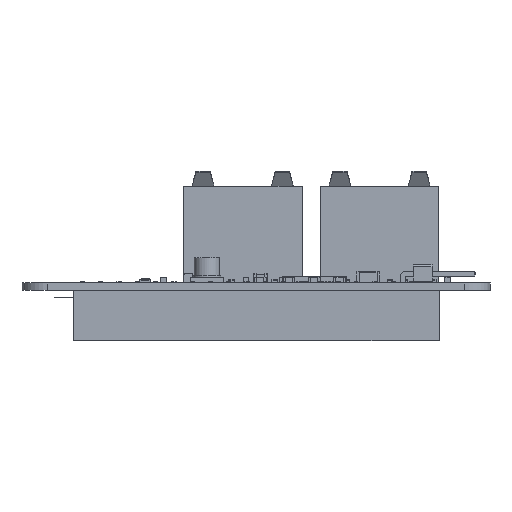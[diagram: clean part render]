
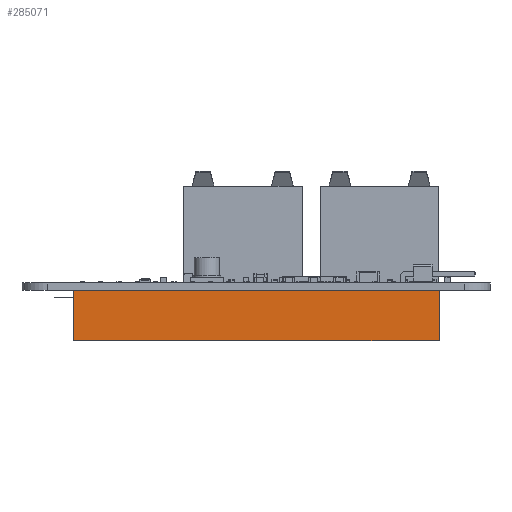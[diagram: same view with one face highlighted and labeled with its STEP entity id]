
A CAD part, left-side view. The second image highlights one B-rep face of the part: STEP entity #285071.
In plain terms, the highlighted face is planar.
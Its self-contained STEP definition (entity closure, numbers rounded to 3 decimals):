
#285071 = ADVANCED_FACE('',(#285072),#285086,.F.);
#285072 = FACE_BOUND('',#285073,.F.);
#285073 = EDGE_LOOP('',(#285074,#285109,#285137,#285165));
#285074 = ORIENTED_EDGE('',*,*,#285075,.T.);
#285075 = EDGE_CURVE('',#285076,#285078,#285080,.T.);
#285076 = VERTEX_POINT('',#285077);
#285077 = CARTESIAN_POINT('',(1.27,-49.53,0.));
#285078 = VERTEX_POINT('',#285079);
#285079 = CARTESIAN_POINT('',(1.27,-49.53,7.));
#285080 = SURFACE_CURVE('',#285081,(#285085,#285097),.PCURVE_S1.);
#285081 = LINE('',#285082,#285083);
#285082 = CARTESIAN_POINT('',(1.27,-49.53,0.));
#285083 = VECTOR('',#285084,1.);
#285084 = DIRECTION('',(0.,0.,1.));
#285085 = PCURVE('',#285086,#285091);
#285086 = PLANE('',#285087);
#285087 = AXIS2_PLACEMENT_3D('',#285088,#285089,#285090);
#285088 = CARTESIAN_POINT('',(1.27,-49.53,0.));
#285089 = DIRECTION('',(-1.,0.,0.));
#285090 = DIRECTION('',(0.,1.,0.));
#285091 = DEFINITIONAL_REPRESENTATION('',(#285092),#285096);
#285092 = LINE('',#285093,#285094);
#285093 = CARTESIAN_POINT('',(0.,0.));
#285094 = VECTOR('',#285095,1.);
#285095 = DIRECTION('',(0.,-1.));
#285096 = ( GEOMETRIC_REPRESENTATION_CONTEXT(2) 
PARAMETRIC_REPRESENTATION_CONTEXT() REPRESENTATION_CONTEXT('2D SPACE',''
  ) );
#285097 = PCURVE('',#285098,#285103);
#285098 = PLANE('',#285099);
#285099 = AXIS2_PLACEMENT_3D('',#285100,#285101,#285102);
#285100 = CARTESIAN_POINT('',(-3.81,-49.53,0.));
#285101 = DIRECTION('',(0.,1.,0.));
#285102 = DIRECTION('',(1.,0.,0.));
#285103 = DEFINITIONAL_REPRESENTATION('',(#285104),#285108);
#285104 = LINE('',#285105,#285106);
#285105 = CARTESIAN_POINT('',(5.08,0.));
#285106 = VECTOR('',#285107,1.);
#285107 = DIRECTION('',(0.,-1.));
#285108 = ( GEOMETRIC_REPRESENTATION_CONTEXT(2) 
PARAMETRIC_REPRESENTATION_CONTEXT() REPRESENTATION_CONTEXT('2D SPACE',''
  ) );
#285109 = ORIENTED_EDGE('',*,*,#285110,.T.);
#285110 = EDGE_CURVE('',#285078,#285111,#285113,.T.);
#285111 = VERTEX_POINT('',#285112);
#285112 = CARTESIAN_POINT('',(1.27,1.27,7.));
#285113 = SURFACE_CURVE('',#285114,(#285118,#285125),.PCURVE_S1.);
#285114 = LINE('',#285115,#285116);
#285115 = CARTESIAN_POINT('',(1.27,-49.53,7.));
#285116 = VECTOR('',#285117,1.);
#285117 = DIRECTION('',(0.,1.,0.));
#285118 = PCURVE('',#285086,#285119);
#285119 = DEFINITIONAL_REPRESENTATION('',(#285120),#285124);
#285120 = LINE('',#285121,#285122);
#285121 = CARTESIAN_POINT('',(0.,-7.));
#285122 = VECTOR('',#285123,1.);
#285123 = DIRECTION('',(1.,0.));
#285124 = ( GEOMETRIC_REPRESENTATION_CONTEXT(2) 
PARAMETRIC_REPRESENTATION_CONTEXT() REPRESENTATION_CONTEXT('2D SPACE',''
  ) );
#285125 = PCURVE('',#285126,#285131);
#285126 = PLANE('',#285127);
#285127 = AXIS2_PLACEMENT_3D('',#285128,#285129,#285130);
#285128 = CARTESIAN_POINT('',(1.27,-49.53,7.));
#285129 = DIRECTION('',(0.,0.,-1.));
#285130 = DIRECTION('',(0.,-1.,0.));
#285131 = DEFINITIONAL_REPRESENTATION('',(#285132),#285136);
#285132 = LINE('',#285133,#285134);
#285133 = CARTESIAN_POINT('',(0.,-0.));
#285134 = VECTOR('',#285135,1.);
#285135 = DIRECTION('',(-1.,0.));
#285136 = ( GEOMETRIC_REPRESENTATION_CONTEXT(2) 
PARAMETRIC_REPRESENTATION_CONTEXT() REPRESENTATION_CONTEXT('2D SPACE',''
  ) );
#285137 = ORIENTED_EDGE('',*,*,#285138,.F.);
#285138 = EDGE_CURVE('',#285139,#285111,#285141,.T.);
#285139 = VERTEX_POINT('',#285140);
#285140 = CARTESIAN_POINT('',(1.27,1.27,0.));
#285141 = SURFACE_CURVE('',#285142,(#285146,#285153),.PCURVE_S1.);
#285142 = LINE('',#285143,#285144);
#285143 = CARTESIAN_POINT('',(1.27,1.27,0.));
#285144 = VECTOR('',#285145,1.);
#285145 = DIRECTION('',(0.,0.,1.));
#285146 = PCURVE('',#285086,#285147);
#285147 = DEFINITIONAL_REPRESENTATION('',(#285148),#285152);
#285148 = LINE('',#285149,#285150);
#285149 = CARTESIAN_POINT('',(50.8,0.));
#285150 = VECTOR('',#285151,1.);
#285151 = DIRECTION('',(0.,-1.));
#285152 = ( GEOMETRIC_REPRESENTATION_CONTEXT(2) 
PARAMETRIC_REPRESENTATION_CONTEXT() REPRESENTATION_CONTEXT('2D SPACE',''
  ) );
#285153 = PCURVE('',#285154,#285159);
#285154 = PLANE('',#285155);
#285155 = AXIS2_PLACEMENT_3D('',#285156,#285157,#285158);
#285156 = CARTESIAN_POINT('',(1.27,1.27,0.));
#285157 = DIRECTION('',(0.,-1.,0.));
#285158 = DIRECTION('',(-1.,0.,0.));
#285159 = DEFINITIONAL_REPRESENTATION('',(#285160),#285164);
#285160 = LINE('',#285161,#285162);
#285161 = CARTESIAN_POINT('',(0.,0.));
#285162 = VECTOR('',#285163,1.);
#285163 = DIRECTION('',(0.,-1.));
#285164 = ( GEOMETRIC_REPRESENTATION_CONTEXT(2) 
PARAMETRIC_REPRESENTATION_CONTEXT() REPRESENTATION_CONTEXT('2D SPACE',''
  ) );
#285165 = ORIENTED_EDGE('',*,*,#285166,.F.);
#285166 = EDGE_CURVE('',#285076,#285139,#285167,.T.);
#285167 = SURFACE_CURVE('',#285168,(#285172,#285179),.PCURVE_S1.);
#285168 = LINE('',#285169,#285170);
#285169 = CARTESIAN_POINT('',(1.27,-49.53,0.));
#285170 = VECTOR('',#285171,1.);
#285171 = DIRECTION('',(0.,1.,0.));
#285172 = PCURVE('',#285086,#285173);
#285173 = DEFINITIONAL_REPRESENTATION('',(#285174),#285178);
#285174 = LINE('',#285175,#285176);
#285175 = CARTESIAN_POINT('',(0.,0.));
#285176 = VECTOR('',#285177,1.);
#285177 = DIRECTION('',(1.,0.));
#285178 = ( GEOMETRIC_REPRESENTATION_CONTEXT(2) 
PARAMETRIC_REPRESENTATION_CONTEXT() REPRESENTATION_CONTEXT('2D SPACE',''
  ) );
#285179 = PCURVE('',#285180,#285185);
#285180 = PLANE('',#285181);
#285181 = AXIS2_PLACEMENT_3D('',#285182,#285183,#285184);
#285182 = CARTESIAN_POINT('',(1.27,-49.53,0.));
#285183 = DIRECTION('',(0.,0.,-1.));
#285184 = DIRECTION('',(0.,-1.,0.));
#285185 = DEFINITIONAL_REPRESENTATION('',(#285186),#285190);
#285186 = LINE('',#285187,#285188);
#285187 = CARTESIAN_POINT('',(0.,-0.));
#285188 = VECTOR('',#285189,1.);
#285189 = DIRECTION('',(-1.,0.));
#285190 = ( GEOMETRIC_REPRESENTATION_CONTEXT(2) 
PARAMETRIC_REPRESENTATION_CONTEXT() REPRESENTATION_CONTEXT('2D SPACE',''
  ) );
